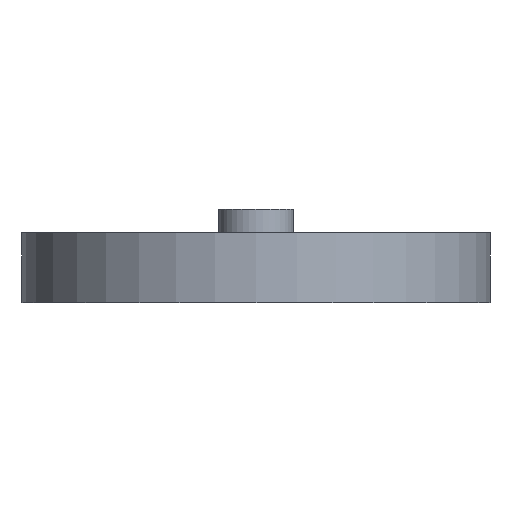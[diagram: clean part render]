
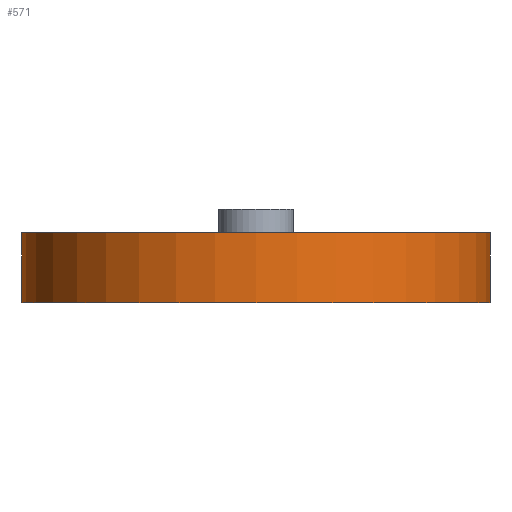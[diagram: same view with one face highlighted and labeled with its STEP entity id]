
A CAD part, left-side view. The second image highlights one B-rep face of the part: STEP entity #571.
In plain terms, the highlighted cylindrical face has radius 10 mm (diameter 20 mm), a partial arc.
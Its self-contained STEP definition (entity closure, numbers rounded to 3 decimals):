
#41=CIRCLE('',#634,10.);
#42=CIRCLE('',#635,10.);
#50=CYLINDRICAL_SURFACE('',#633,10.);
#79=FACE_OUTER_BOUND('',#120,.T.);
#120=EDGE_LOOP('',(#482,#483,#484,#485,#486,#487));
#179=LINE('',#932,#237);
#181=LINE('',#935,#239);
#183=LINE('',#946,#241);
#184=LINE('',#948,#242);
#237=VECTOR('',#769,10.);
#239=VECTOR('',#771,10.);
#241=VECTOR('',#783,10.);
#242=VECTOR('',#786,10.);
#287=VERTEX_POINT('',#928);
#288=VERTEX_POINT('',#929);
#289=VERTEX_POINT('',#931);
#290=VERTEX_POINT('',#933);
#293=VERTEX_POINT('',#943);
#294=VERTEX_POINT('',#944);
#355=EDGE_CURVE('',#287,#289,#179,.T.);
#357=EDGE_CURVE('',#288,#290,#181,.T.);
#361=EDGE_CURVE('',#293,#294,#41,.T.);
#362=EDGE_CURVE('',#294,#288,#183,.T.);
#363=EDGE_CURVE('',#289,#290,#42,.T.);
#364=EDGE_CURVE('',#293,#287,#184,.T.);
#482=ORIENTED_EDGE('',*,*,#361,.T.);
#483=ORIENTED_EDGE('',*,*,#362,.T.);
#484=ORIENTED_EDGE('',*,*,#357,.T.);
#485=ORIENTED_EDGE('',*,*,#363,.F.);
#486=ORIENTED_EDGE('',*,*,#355,.F.);
#487=ORIENTED_EDGE('',*,*,#364,.F.);
#571=ADVANCED_FACE('',(#79),#50,.T.);
#633=AXIS2_PLACEMENT_3D('',#942,#779,#780);
#634=AXIS2_PLACEMENT_3D('',#945,#781,#782);
#635=AXIS2_PLACEMENT_3D('',#947,#784,#785);
#769=DIRECTION('',(0.,0.,1.));
#771=DIRECTION('',(0.,0.,1.));
#779=DIRECTION('center_axis',(0.,0.,1.));
#780=DIRECTION('ref_axis',(0.,1.,0.));
#781=DIRECTION('center_axis',(0.,0.,1.));
#782=DIRECTION('ref_axis',(0.,1.,0.));
#783=DIRECTION('',(0.,0.,1.));
#784=DIRECTION('center_axis',(0.,0.,1.));
#785=DIRECTION('ref_axis',(0.,1.,0.));
#786=DIRECTION('',(0.,0.,1.));
#928=CARTESIAN_POINT('',(-16.5,10.,1.));
#929=CARTESIAN_POINT('',(-16.5,-10.,1.));
#931=CARTESIAN_POINT('',(-16.5,10.,3.));
#932=CARTESIAN_POINT('',(-16.5,10.,0.));
#933=CARTESIAN_POINT('',(-16.5,-10.,3.));
#935=CARTESIAN_POINT('',(-16.5,-10.,0.));
#942=CARTESIAN_POINT('Origin',(-16.5,0.,0.));
#943=CARTESIAN_POINT('',(-16.5,10.,0.));
#944=CARTESIAN_POINT('',(-16.5,-10.,0.));
#945=CARTESIAN_POINT('Origin',(-16.5,0.,0.));
#946=CARTESIAN_POINT('',(-16.5,-10.,0.));
#947=CARTESIAN_POINT('Origin',(-16.5,0.,3.));
#948=CARTESIAN_POINT('',(-16.5,10.,0.));
